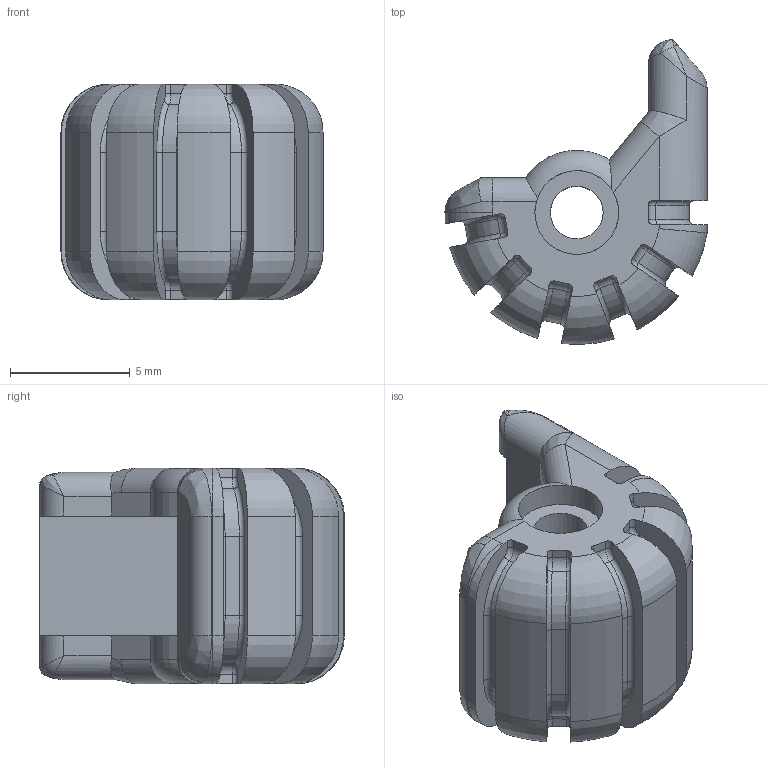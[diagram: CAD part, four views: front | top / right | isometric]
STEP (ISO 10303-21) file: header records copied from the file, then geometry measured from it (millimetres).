
FILE_DESCRIPTION(/* description */ (''),/* implementation_level */ '2;1');
FILE_NAME(/* name */ 'rubber_feet.step',/* time_stamp */ '2025-12-07T16:12:31+01:00',/* author */ (''),/* organization */ (''),/* preprocessor_version */ 'ST-DEVELOPER v20.1',/* originating_system */ 'Autodesk Translation Framework v14.21.0.0',/* authorisation */ '');
FILE_SCHEMA (('AUTOMOTIVE_DESIGN { 1 0 10303 214 3 1 1 }'));
Length unit declared in the file: millimetre
Products named in the file (1): rubber_feet
Bounding box: 10.93 x 12.72 x 9 mm (x, y, z)
Volume: 360.2 mm3; surface area: 714.6 mm2
Topology: 1 solids, 1 shells, 220 faces, 558 edges, 336 vertices
Faces by surface type: cylinder 91, torus 62, plane 51, bspline 16
Full cylindrical faces by diameter (mm): 2.2 x2, 3.5 x2
Entity records: 7920 total; most frequent: CARTESIAN_POINT 2580, DIRECTION 1174, ORIENTED_EDGE 1108, EDGE_CURVE 554, AXIS2_PLACEMENT_3D 476, VERTEX_POINT 336, CIRCLE 258, EDGE_LOOP 224
